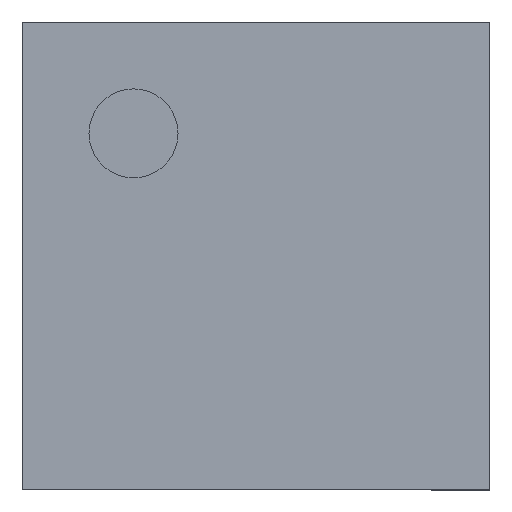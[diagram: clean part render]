
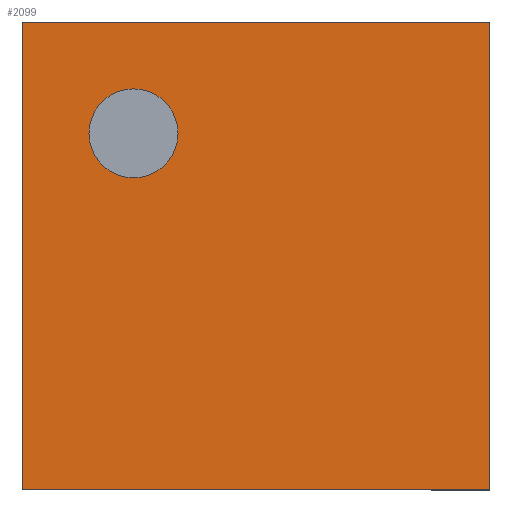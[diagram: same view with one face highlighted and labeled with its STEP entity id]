
A CAD part, top view. The second image highlights one B-rep face of the part: STEP entity #2099.
In plain terms, the highlighted planar face has unit normal (0, 0, 1).
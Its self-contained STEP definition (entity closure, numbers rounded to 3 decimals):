
#1143=CARTESIAN_POINT('',(-0.35,0.55,0.775));
#1144=VERTEX_POINT('',#1143);
#1153=CARTESIAN_POINT('',(-0.75,0.55,0.775));
#1154=VERTEX_POINT('',#1153);
#1155=CARTESIAN_POINT('',(-0.55,0.55,0.775));
#1156=DIRECTION('',(0.0,0.0,-1.0));
#1157=DIRECTION('',(1.0,0.0,0.0));
#1158=AXIS2_PLACEMENT_3D('',#1155,#1156,#1157);
#1159=CIRCLE('',#1158,0.2);
#1160=EDGE_CURVE('',#1154,#1144,#1159,.T.);
#1194=CARTESIAN_POINT('',(-0.55,0.55,0.775));
#1195=DIRECTION('',(0.0,0.0,-1.0));
#1196=DIRECTION('',(1.0,0.0,0.0));
#1197=AXIS2_PLACEMENT_3D('',#1194,#1195,#1196);
#1198=CIRCLE('',#1197,0.2);
#1199=EDGE_CURVE('',#1144,#1154,#1198,.T.);
#1484=CARTESIAN_POINT('',(-1.05,-1.05,0.775));
#1485=VERTEX_POINT('',#1484);
#1492=CARTESIAN_POINT('',(-1.05,1.05,0.775));
#1493=VERTEX_POINT('',#1492);
#1494=CARTESIAN_POINT('',(-1.05,1.05,0.775));
#1495=DIRECTION('',(0.0,-1.0,0.0));
#1496=VECTOR('',#1495,2.1);
#1497=LINE('',#1494,#1496);
#1498=EDGE_CURVE('',#1493,#1485,#1497,.T.);
#2065=CARTESIAN_POINT('',(0.,0.,0.775));
#2066=DIRECTION('',(0.0,0.0,1.0));
#2067=DIRECTION('',(0.0,-1.0,0.0));
#2068=AXIS2_PLACEMENT_3D('',#2065,#2066,#2067);
#2069=PLANE('',#2068);
#2070=CARTESIAN_POINT('',(1.05,-1.05,0.775));
#2071=VERTEX_POINT('',#2070);
#2072=CARTESIAN_POINT('',(-1.05,-1.05,0.775));
#2073=DIRECTION('',(1.0,0.0,0.0));
#2074=VECTOR('',#2073,2.1);
#2075=LINE('',#2072,#2074);
#2076=EDGE_CURVE('',#1485,#2071,#2075,.T.);
#2077=ORIENTED_EDGE('',*,*,#2076,.T.);
#2078=CARTESIAN_POINT('',(1.05,1.05,0.775));
#2079=VERTEX_POINT('',#2078);
#2080=CARTESIAN_POINT('',(1.05,-1.05,0.775));
#2081=DIRECTION('',(0.0,1.0,0.0));
#2082=VECTOR('',#2081,2.1);
#2083=LINE('',#2080,#2082);
#2084=EDGE_CURVE('',#2071,#2079,#2083,.T.);
#2085=ORIENTED_EDGE('',*,*,#2084,.T.);
#2086=CARTESIAN_POINT('',(1.05,1.05,0.775));
#2087=DIRECTION('',(-1.0,0.0,0.0));
#2088=VECTOR('',#2087,2.1);
#2089=LINE('',#2086,#2088);
#2090=EDGE_CURVE('',#2079,#1493,#2089,.T.);
#2091=ORIENTED_EDGE('',*,*,#2090,.T.);
#2092=ORIENTED_EDGE('',*,*,#1498,.T.);
#2093=EDGE_LOOP('',(#2077,#2085,#2091,#2092));
#2094=FACE_OUTER_BOUND('',#2093,.T.);
#2095=ORIENTED_EDGE('',*,*,#1199,.T.);
#2096=ORIENTED_EDGE('',*,*,#1160,.T.);
#2097=EDGE_LOOP('',(#2095,#2096));
#2098=FACE_BOUND('',#2097,.T.);
#2099=ADVANCED_FACE('',(#2094,#2098),#2069,.T.);
